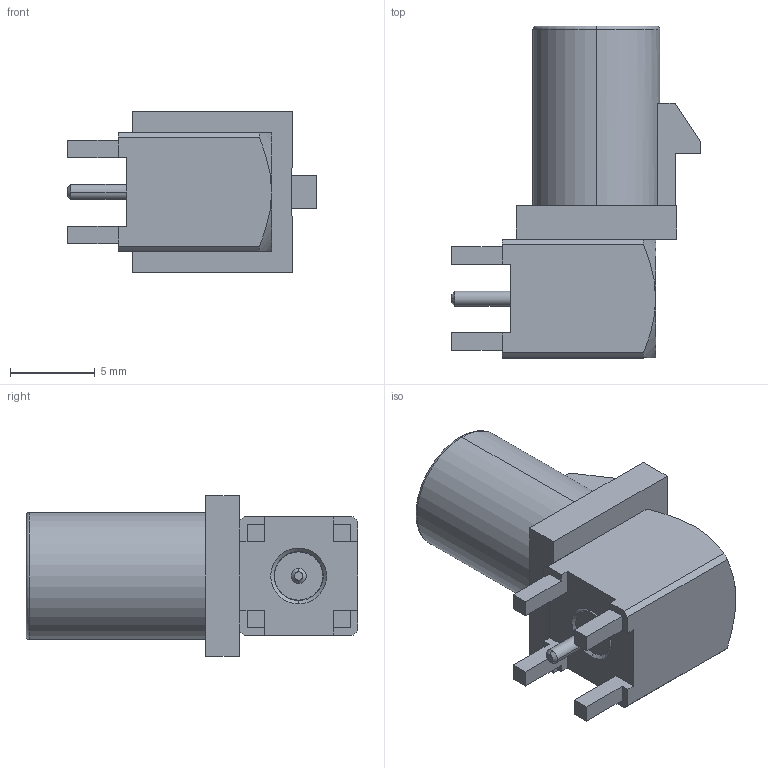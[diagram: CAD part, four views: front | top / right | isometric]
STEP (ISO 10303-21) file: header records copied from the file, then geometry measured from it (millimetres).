
FILE_DESCRIPTION (( 'STEP AP214' ), '1' );
FILE_NAME ('FMCN5172_3D.step', '2024-07-31T17:05:10', ( '' ), ( '' ), 'SwSTEP 2.0', 'SolidWorks 2022', '' );
FILE_SCHEMA (( 'AUTOMOTIVE_DESIGN' ));
Length unit declared in the file: inch
Products named in the file (7): FMCN5172_3D; Copy of 4.igs_7^FMCN5172; Copy of 2.igs_13^FMCN5172; Copy of 1.igs_13^FMCN5172; Copy of 3.igs_13^FMCN5172; Copy of cover.igs^FMCN5172; Copy of 5.igs_6^FMCN5172
Assembly tree (6 placements, depth 2):
  FMCN5172_3D
    Copy of 4.igs_7^FMCN5172
    Copy of 1.igs_13^FMCN5172
    Copy of 2.igs_13^FMCN5172
    Copy of 3.igs_13^FMCN5172
    Copy of 5.igs_6^FMCN5172
    Copy of cover.igs^FMCN5172
Bounding box: 14.71 x 19.6 x 9.5 mm (x, y, z)
Volume: 795.9 mm3; surface area: 1846.9 mm2
Topology: 6 solids, 6 shells, 250 faces, 637 edges, 407 vertices
Faces by surface type: plane 113, cylinder 83, cone 48, torus 6
Entity records: 11262 total; most frequent: CARTESIAN_POINT 1571, DIRECTION 1308, ORIENTED_EDGE 1274, EDGE_CURVE 637, AXIS2_PLACEMENT_3D 482, VERTEX_POINT 407, VECTOR 344, LINE 344
